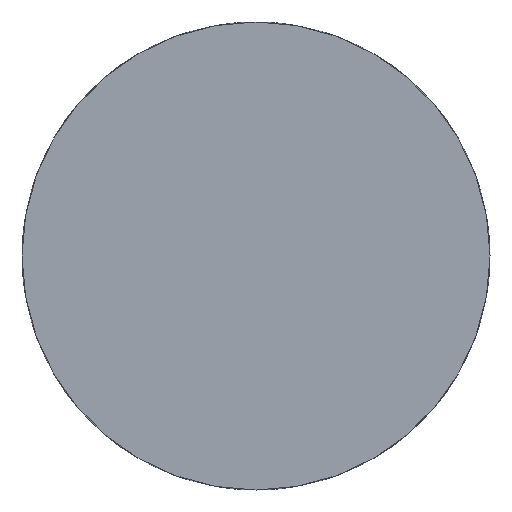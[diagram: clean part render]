
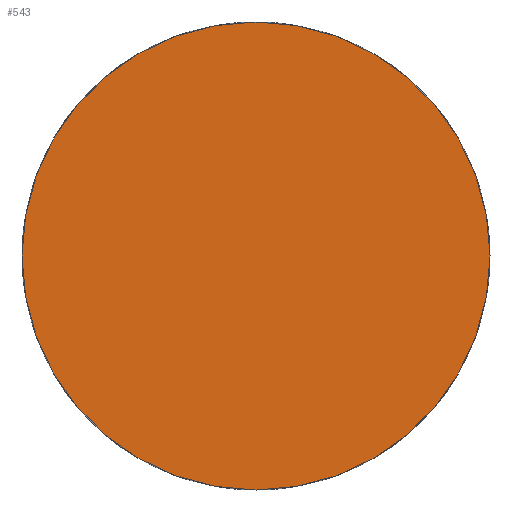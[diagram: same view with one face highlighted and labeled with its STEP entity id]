
A CAD part, front view. The second image highlights one B-rep face of the part: STEP entity #543.
In plain terms, the highlighted planar face has unit normal (0, -1, 0).
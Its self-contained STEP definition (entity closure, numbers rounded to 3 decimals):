
#27 = AXIS2_PLACEMENT_3D ( 'NONE', #512, #838, #113 ) ;
#57 = CIRCLE ( 'NONE', #27, 40. ) ;
#99 = CIRCLE ( 'NONE', #797, 40. ) ;
#103 = PLANE ( 'NONE',  #718 ) ;
#113 = DIRECTION ( 'NONE',  ( 0., 0., 1. ) ) ;
#116 = ORIENTED_EDGE ( 'NONE', *, *, #584, .F. ) ;
#119 = VERTEX_POINT ( 'NONE', #492 ) ;
#172 = DIRECTION ( 'NONE',  ( 0., 1., 0. ) ) ;
#313 = EDGE_LOOP ( 'NONE', ( #116, #431 ) ) ;
#376 = CARTESIAN_POINT ( 'NONE',  ( 0., 0., 0. ) ) ;
#425 = VERTEX_POINT ( 'NONE', #772 ) ;
#431 = ORIENTED_EDGE ( 'NONE', *, *, #624, .F. ) ;
#434 = DIRECTION ( 'NONE',  ( 0., 0., 1. ) ) ;
#492 = CARTESIAN_POINT ( 'NONE',  ( 0., 0., -40. ) ) ;
#512 = CARTESIAN_POINT ( 'NONE',  ( 0., 0., 0. ) ) ;
#543 = ADVANCED_FACE ( 'NONE', ( #783 ), #103, .F. ) ;
#576 = CARTESIAN_POINT ( 'NONE',  ( 0., 0., 0. ) ) ;
#584 = EDGE_CURVE ( 'NONE', #119, #425, #99, .T. ) ;
#624 = EDGE_CURVE ( 'NONE', #425, #119, #57, .T. ) ;
#635 = DIRECTION ( 'NONE',  ( 0., 0., 1. ) ) ;
#718 = AXIS2_PLACEMENT_3D ( 'NONE', #576, #172, #635 ) ;
#772 = CARTESIAN_POINT ( 'NONE',  ( 0., 0., 40. ) ) ;
#783 = FACE_OUTER_BOUND ( 'NONE', #313, .T. ) ;
#797 = AXIS2_PLACEMENT_3D ( 'NONE', #376, #832, #434 ) ;
#832 = DIRECTION ( 'NONE',  ( 0., 1., 0. ) ) ;
#838 = DIRECTION ( 'NONE',  ( 0., 1., 0. ) ) ;
